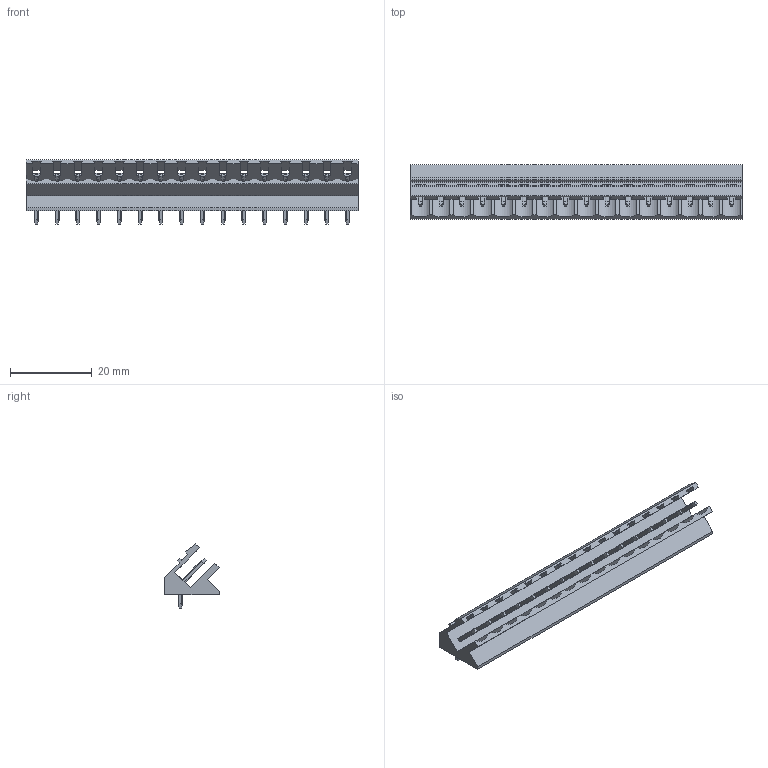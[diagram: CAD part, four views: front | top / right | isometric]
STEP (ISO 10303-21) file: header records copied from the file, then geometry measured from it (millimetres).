
FILE_DESCRIPTION(('CATIA V5 STEP Exchange','CAx-IF Rec.Pracs.--- Model Styling and Organization---1.2---2011-12-15'),'2;1');
FILE_NAME ('D1453160_0_1603200000_1603200000.stp','2018-10-10T07:36:47+00:00',('none'),('Weidmueller'),'CATIA Version 5-6 Release 2014','CATIA V5 STEP AP214','none');
FILE_SCHEMA(('AUTOMOTIVE_DESIGN { 1 0 10303 214 1 1 1 1 }'));
Length unit declared in the file: millimetre
Products named in the file (1): 1603200000
Bounding box: 81.28 x 13.3 x 15.67 mm (x, y, z)
Volume: 4964.1 mm3; surface area: 6604.5 mm2
Topology: 17 solids, 17 shells, 806 faces, 2220 edges, 1416 vertices
Faces by surface type: plane 532, cylinder 274
Entity records: 28468 total; most frequent: CARTESIAN_POINT 9802, ORIENTED_EDGE 4440, DIRECTION 2902, EDGE_CURVE 2220, VECTOR 1672, LINE 1672, VERTEX_POINT 1416, EDGE_LOOP 838
